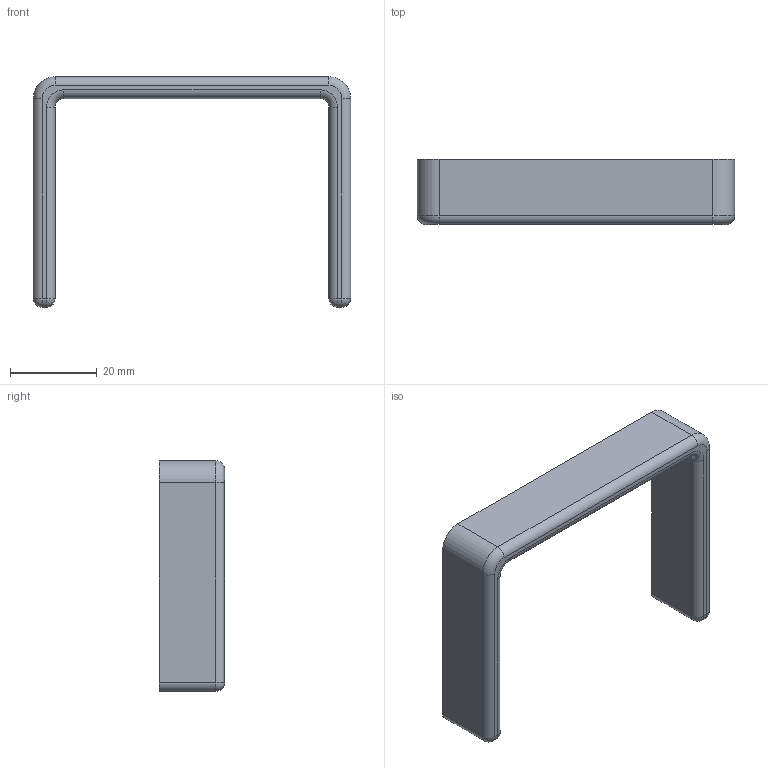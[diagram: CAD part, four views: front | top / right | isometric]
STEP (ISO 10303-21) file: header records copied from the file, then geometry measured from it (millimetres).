
FILE_DESCRIPTION((''),'2;1');
FILE_NAME('760710','2018-12-11T12:00:55',('tomasz.grudniewski'),(''),'CREO PARAMETRIC BY PTC INC, 2018260','CREO PARAMETRIC BY PTC INC, 2018260','');
FILE_SCHEMA(('CONFIG_CONTROL_DESIGN'));
Length unit declared in the file: millimetre
Products named in the file (1): 760710
Bounding box: 73 x 15 x 53 mm (x, y, z)
Volume: 5311.2 mm3; surface area: 10959.9 mm2
Topology: 1 solids, 1 shells, 67 faces, 152 edges, 88 vertices
Faces by surface type: cylinder 32, plane 19, sphere 8, torus 8
Entity records: 1896 total; most frequent: DIRECTION 358, CARTESIAN_POINT 307, ORIENTED_EDGE 304, EDGE_CURVE 152, AXIS2_PLACEMENT_3D 139, VERTEX_POINT 88, VECTOR 80, LINE 80
